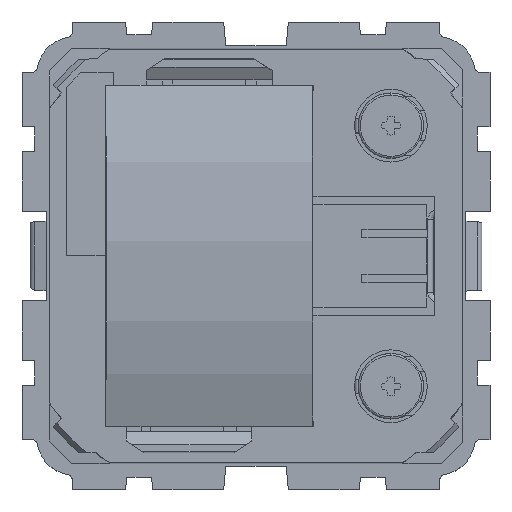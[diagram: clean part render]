
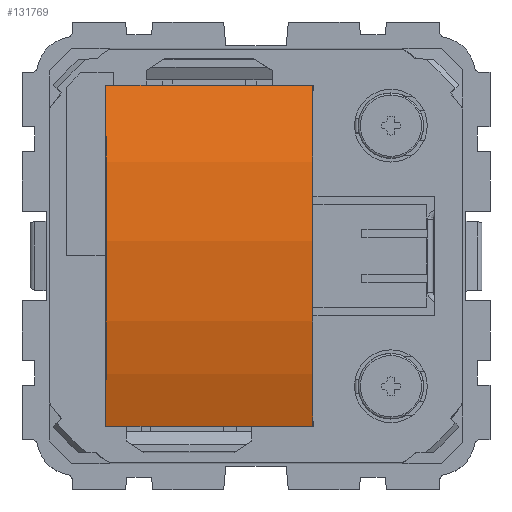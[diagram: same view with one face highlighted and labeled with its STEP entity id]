
A CAD part, top view. The second image highlights one B-rep face of the part: STEP entity #131769.
In plain terms, the highlighted free-form (B-spline) face has degree [1, 11] with [2, 12] control points.
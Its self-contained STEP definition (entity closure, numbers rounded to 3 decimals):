
#131559=CARTESIAN_POINT('Vertex',(-14.451,-16.401,14.98)) ;
#131563=CARTESIAN_POINT('Control Point',(-14.451,16.401,14.98)) ;
#131564=CARTESIAN_POINT('Control Point',(-14.431,10.13,17.353)) ;
#131565=CARTESIAN_POINT('Control Point',(-14.42,3.426,18.594)) ;
#131566=CARTESIAN_POINT('Control Point',(-14.42,-3.427,18.593)) ;
#131567=CARTESIAN_POINT('Control Point',(-14.431,-10.13,17.354)) ;
#131568=CARTESIAN_POINT('Control Point',(-14.451,-16.401,14.98)) ;
#131569=CARTESIAN_POINT('Vertex',(-14.451,16.401,14.98)) ;
#131634=CARTESIAN_POINT('Vertex',(5.451,16.401,14.98)) ;
#131638=CARTESIAN_POINT('Control Point',(5.451,16.401,14.98)) ;
#131639=CARTESIAN_POINT('Control Point',(5.431,10.13,17.353)) ;
#131640=CARTESIAN_POINT('Control Point',(5.42,3.426,18.594)) ;
#131641=CARTESIAN_POINT('Control Point',(5.42,-3.427,18.593)) ;
#131642=CARTESIAN_POINT('Control Point',(5.431,-10.13,17.354)) ;
#131643=CARTESIAN_POINT('Control Point',(5.451,-16.401,14.98)) ;
#131644=CARTESIAN_POINT('Vertex',(5.451,-16.401,14.98)) ;
#131697=CARTESIAN_POINT('Control Point',(-14.451,-16.401,14.98)) ;
#131698=CARTESIAN_POINT('Control Point',(-10.471,-16.401,14.98)) ;
#131699=CARTESIAN_POINT('Control Point',(-6.49,-16.401,14.98)) ;
#131700=CARTESIAN_POINT('Control Point',(-2.51,-16.401,14.98)) ;
#131701=CARTESIAN_POINT('Control Point',(1.471,-16.401,14.98)) ;
#131702=CARTESIAN_POINT('Control Point',(5.451,-16.401,14.98)) ;
#131735=CARTESIAN_POINT('Control Point',(-26.997,16.445,14.963)) ;
#131736=CARTESIAN_POINT('Control Point',(-26.997,13.587,16.048)) ;
#131737=CARTESIAN_POINT('Control Point',(-26.997,10.651,16.926)) ;
#131738=CARTESIAN_POINT('Control Point',(-26.997,7.653,17.59)) ;
#131739=CARTESIAN_POINT('Control Point',(-26.997,4.61,18.035)) ;
#131740=CARTESIAN_POINT('Control Point',(-26.997,1.54,18.258)) ;
#131741=CARTESIAN_POINT('Control Point',(-26.997,-1.54,18.258)) ;
#131742=CARTESIAN_POINT('Control Point',(-26.997,-4.61,18.035)) ;
#131743=CARTESIAN_POINT('Control Point',(-26.997,-7.653,17.59)) ;
#131744=CARTESIAN_POINT('Control Point',(-26.997,-10.651,16.926)) ;
#131745=CARTESIAN_POINT('Control Point',(-26.997,-13.587,16.048)) ;
#131746=CARTESIAN_POINT('Control Point',(-26.997,-16.445,14.963)) ;
#131747=CARTESIAN_POINT('Control Point',(17.997,16.445,14.963)) ;
#131748=CARTESIAN_POINT('Control Point',(17.997,13.587,16.048)) ;
#131749=CARTESIAN_POINT('Control Point',(17.997,10.651,16.926)) ;
#131750=CARTESIAN_POINT('Control Point',(17.997,7.653,17.59)) ;
#131751=CARTESIAN_POINT('Control Point',(17.997,4.61,18.035)) ;
#131752=CARTESIAN_POINT('Control Point',(17.997,1.54,18.258)) ;
#131753=CARTESIAN_POINT('Control Point',(17.997,-1.54,18.258)) ;
#131754=CARTESIAN_POINT('Control Point',(17.997,-4.61,18.035)) ;
#131755=CARTESIAN_POINT('Control Point',(17.997,-7.653,17.59)) ;
#131756=CARTESIAN_POINT('Control Point',(17.997,-10.651,16.926)) ;
#131757=CARTESIAN_POINT('Control Point',(17.997,-13.587,16.048)) ;
#131758=CARTESIAN_POINT('Control Point',(17.997,-16.445,14.963)) ;
#131760=CARTESIAN_POINT('Control Point',(-14.451,16.401,14.98)) ;
#131761=CARTESIAN_POINT('Control Point',(5.451,16.401,14.98)) ;
#131764=ORIENTED_EDGE('',*,*,#131571,.T.) ;
#131765=ORIENTED_EDGE('',*,*,#131703,.T.) ;
#131766=ORIENTED_EDGE('',*,*,#131646,.F.) ;
#131767=ORIENTED_EDGE('',*,*,#131762,.F.) ;
#131769=ADVANCED_FACE('LENS IR Fresnel.1\\Corps principal ( *SOL141 - wsp *MASTER -  )',(#131768),#131734,.F.) ;
#131562=B_SPLINE_CURVE_WITH_KNOTS('',5,(#131563,#131564,#131565,#131566,#131567,#131568),.UNSPECIFIED.,.F.,.U.,(6,6),(0.,33.899),.UNSPECIFIED.) ;
#131637=B_SPLINE_CURVE_WITH_KNOTS('',5,(#131638,#131639,#131640,#131641,#131642,#131643),.UNSPECIFIED.,.F.,.U.,(6,6),(0.,33.899),.UNSPECIFIED.) ;
#131696=B_SPLINE_CURVE_WITH_KNOTS('',5,(#131697,#131698,#131699,#131700,#131701,#131702),.UNSPECIFIED.,.F.,.U.,(6,6),(0.,19.903),.UNSPECIFIED.) ;
#131759=B_SPLINE_CURVE_WITH_KNOTS('',1,(#131760,#131761),.UNSPECIFIED.,.F.,.U.,(2,2),(0.,19.903),.UNSPECIFIED.) ;
#131734=B_SPLINE_SURFACE_WITH_KNOTS('',1,11,((#131735,#131736,#131737,#131738,#131739,#131740,#131741,#131742,#131743,#131744,#131745,#131746),(#131747,#131748,#131749,#131750,#131751,#131752,#131753,#131754,#131755,#131756,#131757,#131758)),.UNSPECIFIED.,.F.,.F.,.U.,(2,2),(12,12),(0.,44.995),(12.534,46.242),.UNSPECIFIED.) ;
#131571=EDGE_CURVE('',#131570,#131560,#131562,.T.) ;
#131646=EDGE_CURVE('',#131635,#131645,#131637,.T.) ;
#131703=EDGE_CURVE('',#131560,#131645,#131696,.T.) ;
#131762=EDGE_CURVE('',#131570,#131635,#131759,.T.) ;
#131763=EDGE_LOOP('',(#131764,#131765,#131766,#131767)) ;
#131768=FACE_OUTER_BOUND('',#131763,.T.) ;
#131560=VERTEX_POINT('',#131559) ;
#131570=VERTEX_POINT('',#131569) ;
#131635=VERTEX_POINT('',#131634) ;
#131645=VERTEX_POINT('',#131644) ;
